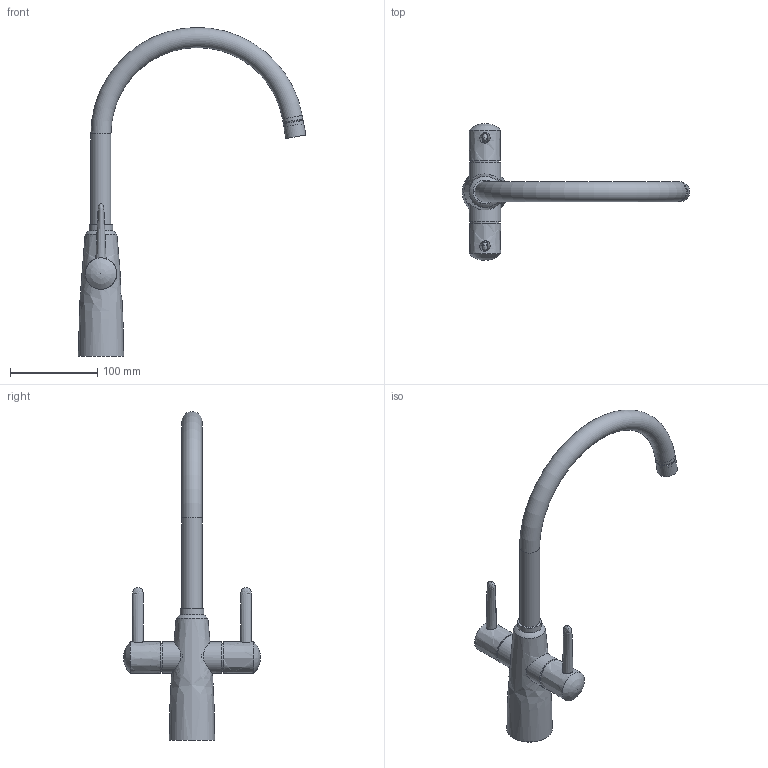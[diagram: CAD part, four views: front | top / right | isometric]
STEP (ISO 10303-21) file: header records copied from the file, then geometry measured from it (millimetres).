
FILE_DESCRIPTION(/* description */ ('Unknown'),/* implementation_level */ '2;1');
FILE_NAME(/* name */ '30189000',/* time_stamp */ '2022-09-06T16:56:55+02:00',/* author */ ('Unknown'),/* organization */ ('GROHE AG'),/* preprocessor_version */ 'ST-DEVELOPER v16.7',/* originating_system */ 'DEX',/* authorisation */ $);
FILE_SCHEMA (('AUTOMOTIVE_DESIGN {1 0 10303 214 3 1 1}'));
Length unit declared in the file: millimetre
Products named in the file (4): _30189000_3D; id11; capB#12; capB#13
Assembly tree (3 placements, depth 2):
  _30189000_3D
    id11
    capB#12
    capB#13
Bounding box: 260.67 x 156.91 x 376.98 mm (x, y, z)
Surface area: 79335 mm2 (no closed solid volume)
Topology: 0 solids, 8 shells, 30 faces, 86 edges, 63 vertices
Faces by surface type: cylinder 12, plane 8, bspline 7, torus 3
Full cylindrical faces by diameter (mm): 22 x1, 23 x2, 23.15 x1, 27 x1, 32 x2, 36 x2, 36.1 x2, 52.02 x1
Entity records: 1540 total; most frequent: CARTESIAN_POINT 823, DIRECTION 112, ORIENTED_EDGE 66, FACE_BOUND 65, EDGE_LOOP 61, AXIS2_PLACEMENT_3D 55, VERTEX_POINT 48, EDGE_CURVE 44
